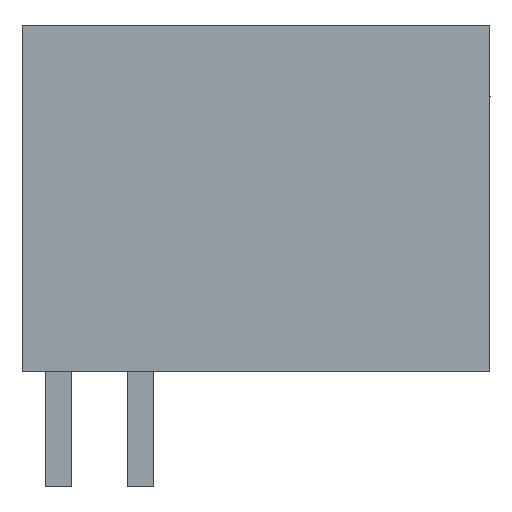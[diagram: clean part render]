
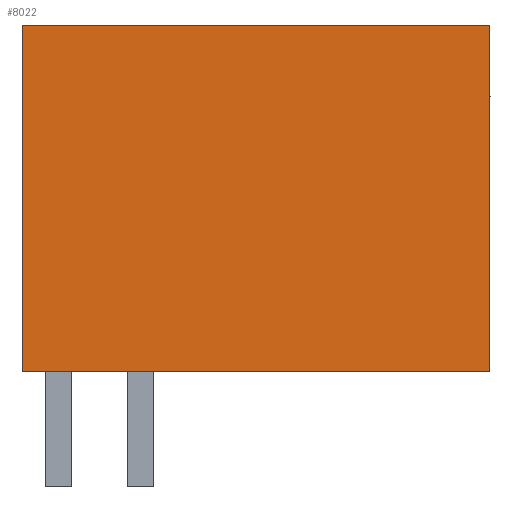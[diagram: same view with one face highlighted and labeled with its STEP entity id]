
A CAD part, left-side view. The second image highlights one B-rep face of the part: STEP entity #8022.
In plain terms, the highlighted planar face has unit normal (-1, 0, 0).
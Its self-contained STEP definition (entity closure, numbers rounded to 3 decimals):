
#8002=AXIS2_PLACEMENT_3D('Plane Axis2P3D',#7999,#8000,#8001) ;
#2202=CARTESIAN_POINT('Vertex',(0.,0.,14.)) ;
#2205=CARTESIAN_POINT('Line Origine',(0.,0.,8.75)) ;
#2209=CARTESIAN_POINT('Vertex',(0.,0.,3.5)) ;
#6928=CARTESIAN_POINT('Line Origine',(0.,7.1,14.)) ;
#6932=CARTESIAN_POINT('Vertex',(0.,14.2,14.)) ;
#7999=CARTESIAN_POINT('Axis2P3D Location',(0.,14.2,0.)) ;
#8004=CARTESIAN_POINT('Line Origine',(0.,7.1,3.5)) ;
#8008=CARTESIAN_POINT('Vertex',(0.,14.2,3.5)) ;
#8011=CARTESIAN_POINT('Line Origine',(0.,14.2,8.75)) ;
#2206=DIRECTION('Vector Direction',(0.,0.,-1.)) ;
#6929=DIRECTION('Vector Direction',(0.,-1.,0.)) ;
#8000=DIRECTION('Axis2P3D Direction',(-1.,0.,0.)) ;
#8001=DIRECTION('Axis2P3D XDirection',(0.,-1.,0.)) ;
#8005=DIRECTION('Vector Direction',(0.,-1.,0.)) ;
#8012=DIRECTION('Vector Direction',(0.,0.,-1.)) ;
#2207=VECTOR('Line Direction',#2206,1.) ;
#6930=VECTOR('Line Direction',#6929,1.) ;
#8006=VECTOR('Line Direction',#8005,1.) ;
#8013=VECTOR('Line Direction',#8012,1.) ;
#8017=ORIENTED_EDGE('',*,*,#8010,.T.) ;
#8018=ORIENTED_EDGE('',*,*,#2211,.T.) ;
#8019=ORIENTED_EDGE('',*,*,#6934,.T.) ;
#8020=ORIENTED_EDGE('',*,*,#8015,.T.) ;
#8022=ADVANCED_FACE('HOUSING',(#8021),#8003,.T.) ;
#2211=EDGE_CURVE('',#2210,#2203,#2208,.F.) ;
#6934=EDGE_CURVE('',#2203,#6933,#6931,.F.) ;
#8010=EDGE_CURVE('',#8009,#2210,#8007,.T.) ;
#8015=EDGE_CURVE('',#6933,#8009,#8014,.T.) ;
#8016=EDGE_LOOP('',(#8017,#8018,#8019,#8020)) ;
#8021=FACE_OUTER_BOUND('',#8016,.T.) ;
#2208=LINE('Line',#2205,#2207) ;
#6931=LINE('Line',#6928,#6930) ;
#8007=LINE('Line',#8004,#8006) ;
#8014=LINE('Line',#8011,#8013) ;
#8003=PLANE('',#8002) ;
#2203=VERTEX_POINT('',#2202) ;
#2210=VERTEX_POINT('',#2209) ;
#6933=VERTEX_POINT('',#6932) ;
#8009=VERTEX_POINT('',#8008) ;
